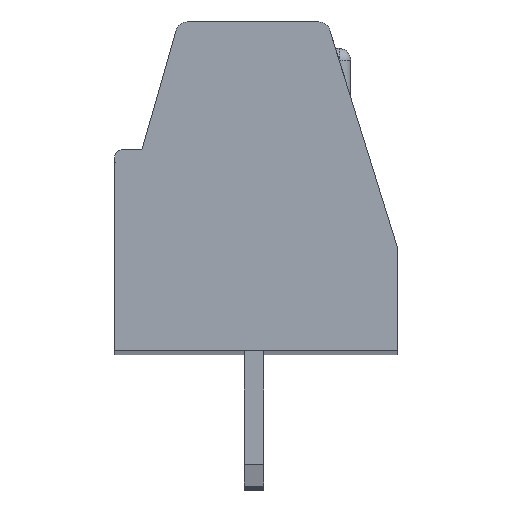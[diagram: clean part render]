
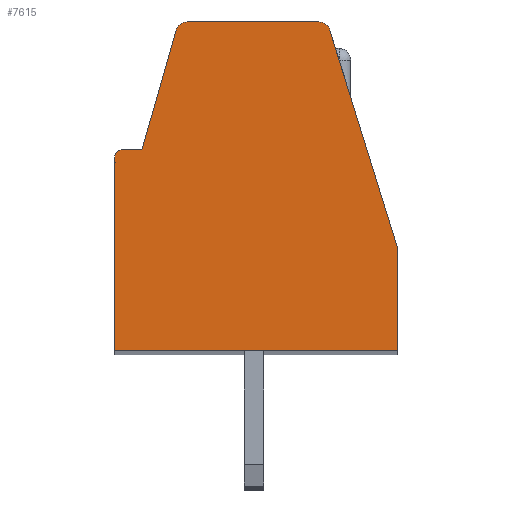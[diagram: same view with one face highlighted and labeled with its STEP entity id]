
A CAD part, top view. The second image highlights one B-rep face of the part: STEP entity #7615.
In plain terms, the highlighted planar face has unit normal (0, 0, 1).
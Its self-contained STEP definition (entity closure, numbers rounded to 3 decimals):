
#14=DIRECTION('',(0.,-1.,0.));
#15=VECTOR('',#14,5.);
#16=CARTESIAN_POINT('',(-3.6,5.,59.055));
#17=LINE('',#16,#15);
#18=CARTESIAN_POINT('',(-3.4,5.,59.055));
#19=DIRECTION('',(0.,0.,1.));
#20=DIRECTION('',(0.,1.,0.));
#21=AXIS2_PLACEMENT_3D('',#18,#19,#20);
#23=DIRECTION('',(-1.,0.,0.));
#24=VECTOR('',#23,0.5);
#25=CARTESIAN_POINT('',(-2.9,5.2,59.055));
#26=LINE('',#25,#24);
#27=DIRECTION('',(-0.276,-0.961,0.));
#28=VECTOR('',#27,3.207);
#29=CARTESIAN_POINT('',(-2.016,8.283,59.055));
#30=LINE('',#29,#28);
#31=CARTESIAN_POINT('',(-1.727,8.2,59.055));
#32=DIRECTION('',(0.,0.,1.));
#33=DIRECTION('',(0.,1.,0.));
#34=AXIS2_PLACEMENT_3D('',#31,#32,#33);
#36=DIRECTION('',(-1.,0.,0.));
#37=VECTOR('',#36,3.4);
#38=CARTESIAN_POINT('',(1.673,8.5,59.055));
#39=LINE('',#38,#37);
#40=CARTESIAN_POINT('',(1.673,8.2,59.055));
#41=DIRECTION('',(0.,0.,1.));
#42=DIRECTION('',(0.955,0.297,0.));
#43=AXIS2_PLACEMENT_3D('',#40,#41,#42);
#45=DIRECTION('',(-0.297,0.955,0.));
#46=VECTOR('',#45,5.854);
#47=CARTESIAN_POINT('',(3.7,2.7,59.055));
#48=LINE('',#47,#46);
#49=DIRECTION('',(0.,1.,0.));
#50=VECTOR('',#49,2.7);
#51=CARTESIAN_POINT('',(3.7,0.,59.055));
#52=LINE('',#51,#50);
#69=DIRECTION('',(1.,0.,0.));
#70=VECTOR('',#69,7.3);
#71=CARTESIAN_POINT('',(-3.6,0.,59.055));
#72=LINE('',#71,#70);
#6108=CARTESIAN_POINT('',(3.7,0.,59.055));
#6109=CARTESIAN_POINT('',(3.7,2.7,59.055));
#6110=VERTEX_POINT('',#6108);
#6111=VERTEX_POINT('',#6109);
#6112=CARTESIAN_POINT('',(1.959,8.289,59.055));
#6113=VERTEX_POINT('',#6112);
#6114=CARTESIAN_POINT('',(1.673,8.5,59.055));
#6115=VERTEX_POINT('',#6114);
#6116=CARTESIAN_POINT('',(-1.727,8.5,59.055));
#6117=VERTEX_POINT('',#6116);
#6118=CARTESIAN_POINT('',(-2.016,8.283,59.055));
#6119=VERTEX_POINT('',#6118);
#6120=CARTESIAN_POINT('',(-2.9,5.2,59.055));
#6121=VERTEX_POINT('',#6120);
#6122=CARTESIAN_POINT('',(-3.4,5.2,59.055));
#6123=VERTEX_POINT('',#6122);
#6124=CARTESIAN_POINT('',(-3.6,5.,59.055));
#6125=VERTEX_POINT('',#6124);
#6126=CARTESIAN_POINT('',(-3.6,0.,59.055));
#6127=VERTEX_POINT('',#6126);
#7588=CARTESIAN_POINT('',(0.,0.,59.055));
#7589=DIRECTION('',(0.,0.,1.));
#7590=DIRECTION('',(1.,0.,0.));
#7591=AXIS2_PLACEMENT_3D('',#7588,#7589,#7590);
#7592=PLANE('',#7591);
#7594=ORIENTED_EDGE('',*,*,#7593,.F.);
#7596=ORIENTED_EDGE('',*,*,#7595,.F.);
#7598=ORIENTED_EDGE('',*,*,#7597,.F.);
#7600=ORIENTED_EDGE('',*,*,#7599,.F.);
#7602=ORIENTED_EDGE('',*,*,#7601,.F.);
#7604=ORIENTED_EDGE('',*,*,#7603,.F.);
#7606=ORIENTED_EDGE('',*,*,#7605,.F.);
#7608=ORIENTED_EDGE('',*,*,#7607,.F.);
#7610=ORIENTED_EDGE('',*,*,#7609,.F.);
#7612=ORIENTED_EDGE('',*,*,#7611,.F.);
#7613=EDGE_LOOP('',(#7594,#7596,#7598,#7600,#7602,#7604,#7606,#7608,#7610,
#7612));
#7614=FACE_OUTER_BOUND('',#7613,.F.);
#22=CIRCLE('',#21,0.2);
#35=CIRCLE('',#34,0.3);
#44=CIRCLE('',#43,0.3);
#7593=EDGE_CURVE('',#6127,#6110,#72,.T.);
#7595=EDGE_CURVE('',#6125,#6127,#17,.T.);
#7597=EDGE_CURVE('',#6123,#6125,#22,.T.);
#7599=EDGE_CURVE('',#6121,#6123,#26,.T.);
#7601=EDGE_CURVE('',#6119,#6121,#30,.T.);
#7603=EDGE_CURVE('',#6117,#6119,#35,.T.);
#7605=EDGE_CURVE('',#6115,#6117,#39,.T.);
#7607=EDGE_CURVE('',#6113,#6115,#44,.T.);
#7609=EDGE_CURVE('',#6111,#6113,#48,.T.);
#7611=EDGE_CURVE('',#6110,#6111,#52,.T.);
#7615=ADVANCED_FACE('',(#7614),#7592,.T.);
